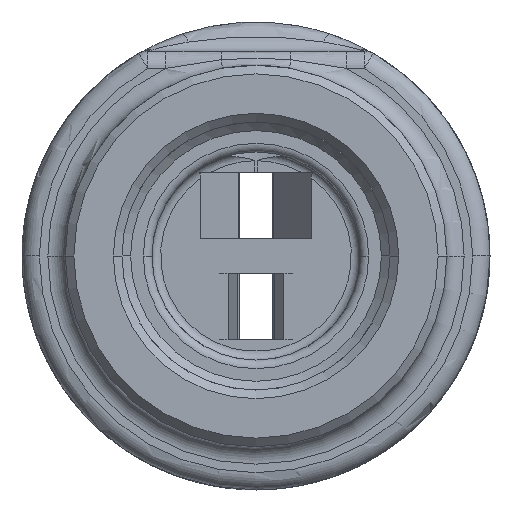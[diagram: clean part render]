
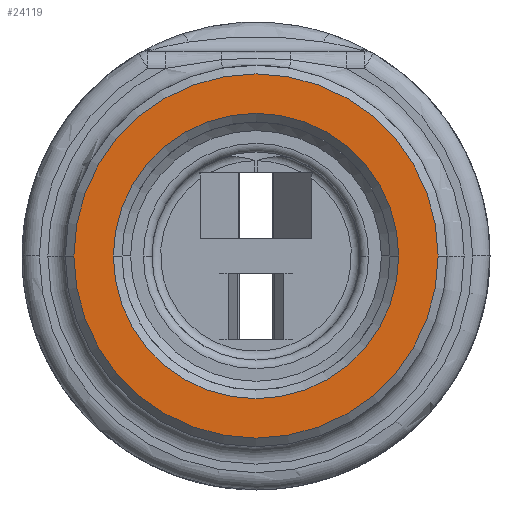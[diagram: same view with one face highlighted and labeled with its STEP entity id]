
A CAD part, left-side view. The second image highlights one B-rep face of the part: STEP entity #24119.
In plain terms, the highlighted planar face has unit normal (-1, 0, 0).
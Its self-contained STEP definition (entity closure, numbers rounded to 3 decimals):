
#148 = DIRECTION ( 'NONE',  ( 0., -1., 0. ) ) ;
#1204 = FACE_BOUND ( 'NONE', #16151, .T. ) ;
#1907 = VERTEX_POINT ( 'NONE', #19162 ) ;
#1963 = DIRECTION ( 'NONE',  ( 0., -1., 0. ) ) ;
#2290 = DIRECTION ( 'NONE',  ( 0., -1., 0. ) ) ;
#3105 = VERTEX_POINT ( 'NONE', #8191 ) ;
#4021 = CARTESIAN_POINT ( 'NONE',  ( -56.214, 0., 2.91 ) ) ;
#5268 = EDGE_LOOP ( 'NONE', ( #21907, #11718 ) ) ;
#5338 = CARTESIAN_POINT ( 'NONE',  ( -56.214, 8.23, 2.91 ) ) ;
#7088 = EDGE_CURVE ( 'NONE', #26295, #21885, #22748, .T. ) ;
#7962 = DIRECTION ( 'NONE',  ( 0., -1., 0. ) ) ;
#8191 = CARTESIAN_POINT ( 'NONE',  ( -56.214, -10.505, 2.91 ) ) ;
#8348 = CARTESIAN_POINT ( 'NONE',  ( -56.214, 0., 2.91 ) ) ;
#9315 = EDGE_CURVE ( 'NONE', #3105, #1907, #19817, .T. ) ;
#10222 = ORIENTED_EDGE ( 'NONE', *, *, #11597, .T. ) ;
#10375 = DIRECTION ( 'NONE',  ( -1., 0., 0. ) ) ;
#10975 = EDGE_CURVE ( 'NONE', #1907, #3105, #16945, .T. ) ;
#11390 = DIRECTION ( 'NONE',  ( 1., 0., 0. ) ) ;
#11597 = EDGE_CURVE ( 'NONE', #21885, #26295, #14747, .T. ) ;
#11718 = ORIENTED_EDGE ( 'NONE', *, *, #9315, .T. ) ;
#14171 = DIRECTION ( 'NONE',  ( -1., 0., 0. ) ) ;
#14747 = CIRCLE ( 'NONE', #19160, 8.23 ) ;
#16151 = EDGE_LOOP ( 'NONE', ( #21472, #10222 ) ) ;
#16945 = CIRCLE ( 'NONE', #25967, 10.505 ) ;
#17247 = AXIS2_PLACEMENT_3D ( 'NONE', #8348, #10375, #2290 ) ;
#18075 = AXIS2_PLACEMENT_3D ( 'NONE', #18420, #20363, #148 ) ;
#18353 = PLANE ( 'NONE',  #17247 ) ;
#18420 = CARTESIAN_POINT ( 'NONE',  ( -56.214, 0., 2.91 ) ) ;
#19160 = AXIS2_PLACEMENT_3D ( 'NONE', #21474, #11390, #23530 ) ;
#19162 = CARTESIAN_POINT ( 'NONE',  ( -56.214, 10.505, 2.91 ) ) ;
#19817 = CIRCLE ( 'NONE', #21180, 10.505 ) ;
#20133 = DIRECTION ( 'NONE',  ( -1., 0., 0. ) ) ;
#20363 = DIRECTION ( 'NONE',  ( 1., 0., 0. ) ) ;
#21180 = AXIS2_PLACEMENT_3D ( 'NONE', #26168, #20133, #1963 ) ;
#21472 = ORIENTED_EDGE ( 'NONE', *, *, #7088, .T. ) ;
#21474 = CARTESIAN_POINT ( 'NONE',  ( -56.214, 0., 2.91 ) ) ;
#21885 = VERTEX_POINT ( 'NONE', #5338 ) ;
#21907 = ORIENTED_EDGE ( 'NONE', *, *, #10975, .T. ) ;
#22748 = CIRCLE ( 'NONE', #18075, 8.23 ) ;
#23530 = DIRECTION ( 'NONE',  ( 0., -1., 0. ) ) ;
#24119 = ADVANCED_FACE ( 'NONE', ( #1204, #24354 ), #18353, .T. ) ;
#24354 = FACE_OUTER_BOUND ( 'NONE', #5268, .T. ) ;
#24865 = CARTESIAN_POINT ( 'NONE',  ( -56.214, -8.23, 2.91 ) ) ;
#25967 = AXIS2_PLACEMENT_3D ( 'NONE', #4021, #14171, #7962 ) ;
#26168 = CARTESIAN_POINT ( 'NONE',  ( -56.214, 0., 2.91 ) ) ;
#26295 = VERTEX_POINT ( 'NONE', #24865 ) ;
